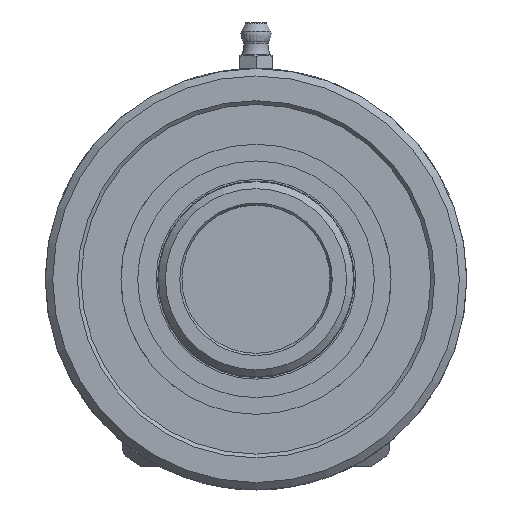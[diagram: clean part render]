
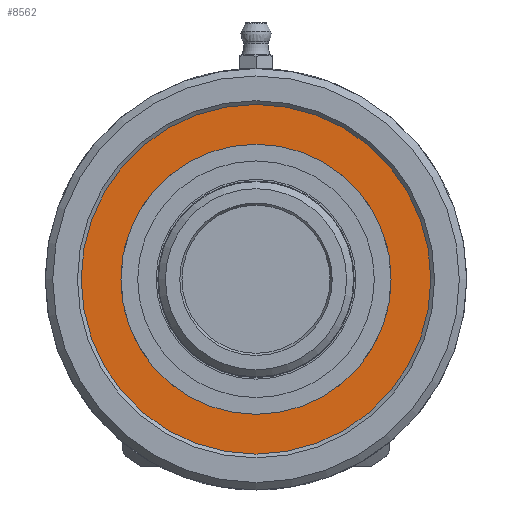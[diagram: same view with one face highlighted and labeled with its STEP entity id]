
A CAD part, left-side view. The second image highlights one B-rep face of the part: STEP entity #8562.
In plain terms, the highlighted planar face has unit normal (-1, 0, 0).
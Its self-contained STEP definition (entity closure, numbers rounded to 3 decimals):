
#1951=FACE_BOUND('',#2506,.T.);
#1996=FACE_OUTER_BOUND('',#2505,.T.);
#2505=EDGE_LOOP('',(#5611));
#2506=EDGE_LOOP('',(#5612));
#3059=CIRCLE('',#9097,37.54);
#3060=CIRCLE('',#9098,25.05);
#3359=VERTEX_POINT('',#12233);
#3360=VERTEX_POINT('',#12235);
#4257=EDGE_CURVE('',#3359,#3359,#3059,.T.);
#4258=EDGE_CURVE('',#3360,#3360,#3060,.T.);
#5611=ORIENTED_EDGE('',*,*,#4257,.F.);
#5612=ORIENTED_EDGE('',*,*,#4258,.F.);
#8319=PLANE('',#9096);
#8562=ADVANCED_FACE('',(#1996,#1951),#8319,.T.);
#9096=AXIS2_PLACEMENT_3D('',#12232,#9989,#9990);
#9097=AXIS2_PLACEMENT_3D('',#12234,#9991,#9992);
#9098=AXIS2_PLACEMENT_3D('',#12236,#9993,#9994);
#9989=DIRECTION('center_axis',(-1.,0.,0.));
#9990=DIRECTION('ref_axis',(0.,0.,1.));
#9991=DIRECTION('center_axis',(1.,0.,0.));
#9992=DIRECTION('ref_axis',(0.,0.,1.));
#9993=DIRECTION('center_axis',(-1.,0.,0.));
#9994=DIRECTION('ref_axis',(0.,0.,1.));
#12232=CARTESIAN_POINT('Origin',(-43.709,0.,-42.152));
#12233=CARTESIAN_POINT('',(-43.709,0.,-37.54));
#12234=CARTESIAN_POINT('Origin',(-43.709,0.,
0.));
#12235=CARTESIAN_POINT('',(-43.709,0.,-25.05));
#12236=CARTESIAN_POINT('Origin',(-43.709,0.,0.));
